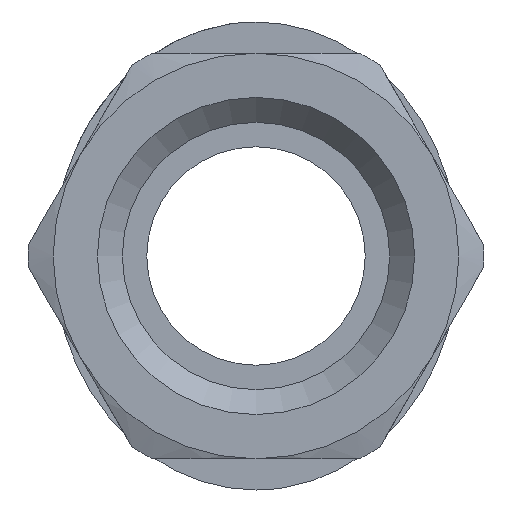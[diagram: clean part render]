
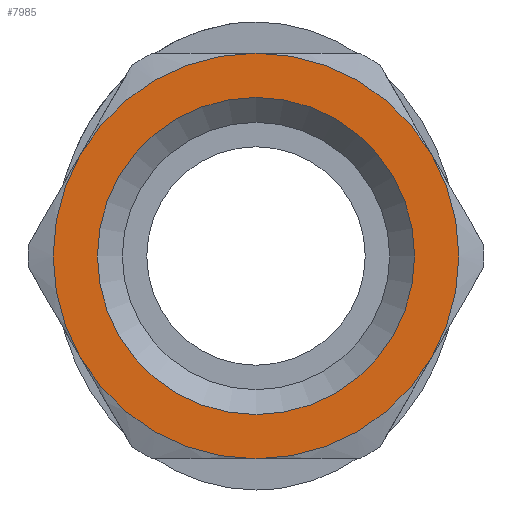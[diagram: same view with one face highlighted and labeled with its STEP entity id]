
A CAD part, front view. The second image highlights one B-rep face of the part: STEP entity #7985.
In plain terms, the highlighted planar face has unit normal (0, -1, 0).
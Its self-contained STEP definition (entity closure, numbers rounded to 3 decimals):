
#359=PLANE('',#8472);
#2514=FACE_BOUND('',#3357,.T.);
#2917=FACE_OUTER_BOUND('',#3356,.T.);
#3356=EDGE_LOOP('',(#7528,#7529,#7530,#7531,#7532,#7533));
#3357=EDGE_LOOP('',(#7534));
#3378=CIRCLE('',#8010,6.5);
#3381=CIRCLE('',#8015,5.083);
#3382=CIRCLE('',#8017,6.5);
#3415=CIRCLE('',#8467,6.5);
#3416=CIRCLE('',#8470,6.5);
#3417=CIRCLE('',#8473,6.5);
#3418=CIRCLE('',#8474,6.5);
#3431=VERTEX_POINT('',#10490);
#3432=VERTEX_POINT('',#10494);
#3435=VERTEX_POINT('',#10505);
#3436=VERTEX_POINT('',#10508);
#3437=VERTEX_POINT('',#10509);
#4172=VERTEX_POINT('',#13471);
#4173=VERTEX_POINT('',#13483);
#4187=EDGE_CURVE('',#3432,#3431,#3378,.T.);
#4191=EDGE_CURVE('',#3435,#3435,#3381,.T.);
#4192=EDGE_CURVE('',#3436,#3437,#3382,.T.);
#5293=EDGE_CURVE('',#3437,#4173,#3415,.T.);
#5299=EDGE_CURVE('',#4173,#3432,#3416,.T.);
#5301=EDGE_CURVE('',#3431,#4172,#3417,.T.);
#5302=EDGE_CURVE('',#4172,#3436,#3418,.T.);
#7528=ORIENTED_EDGE('',*,*,#4187,.T.);
#7529=ORIENTED_EDGE('',*,*,#5301,.T.);
#7530=ORIENTED_EDGE('',*,*,#5302,.T.);
#7531=ORIENTED_EDGE('',*,*,#4192,.T.);
#7532=ORIENTED_EDGE('',*,*,#5293,.T.);
#7533=ORIENTED_EDGE('',*,*,#5299,.T.);
#7534=ORIENTED_EDGE('',*,*,#4191,.F.);
#7985=ADVANCED_FACE('',(#2917,#2514),#359,.F.);
#8010=AXIS2_PLACEMENT_3D('',#10495,#8513,#8514);
#8015=AXIS2_PLACEMENT_3D('',#10506,#8523,#8524);
#8017=AXIS2_PLACEMENT_3D('',#10510,#8527,#8528);
#8467=AXIS2_PLACEMENT_3D('',#13487,#10425,#10426);
#8470=AXIS2_PLACEMENT_3D('',#13505,#10431,#10432);
#8472=AXIS2_PLACEMENT_3D('',#13510,#10435,#10436);
#8473=AXIS2_PLACEMENT_3D('',#13511,#10437,#10438);
#8474=AXIS2_PLACEMENT_3D('',#13512,#10439,#10440);
#8513=DIRECTION('center_axis',(0.,-1.,0.));
#8514=DIRECTION('ref_axis',(-1.,0.,0.));
#8523=DIRECTION('center_axis',(0.,-1.,0.));
#8524=DIRECTION('ref_axis',(1.,0.,0.));
#8527=DIRECTION('center_axis',(0.,-1.,0.));
#8528=DIRECTION('ref_axis',(-1.,0.,0.));
#10425=DIRECTION('center_axis',(0.,-1.,0.));
#10426=DIRECTION('ref_axis',(-1.,0.,0.));
#10431=DIRECTION('center_axis',(0.,-1.,0.));
#10432=DIRECTION('ref_axis',(-1.,0.,0.));
#10435=DIRECTION('center_axis',(0.,1.,0.));
#10436=DIRECTION('ref_axis',(0.,0.,1.));
#10437=DIRECTION('center_axis',(0.,-1.,0.));
#10438=DIRECTION('ref_axis',(-1.,0.,0.));
#10439=DIRECTION('center_axis',(0.,-1.,0.));
#10440=DIRECTION('ref_axis',(-1.,0.,0.));
#10490=CARTESIAN_POINT('',(5.577,-5.713,2.535));
#10494=CARTESIAN_POINT('',(5.577,-5.713,9.035));
#10495=CARTESIAN_POINT('Origin',(11.206,-5.713,5.785));
#10505=CARTESIAN_POINT('',(6.123,-5.713,5.785));
#10506=CARTESIAN_POINT('Origin',(11.206,-5.713,5.785));
#10508=CARTESIAN_POINT('',(16.836,-5.713,2.535));
#10509=CARTESIAN_POINT('',(16.836,-5.713,9.035));
#10510=CARTESIAN_POINT('Origin',(11.206,-5.713,5.785));
#13471=CARTESIAN_POINT('',(11.206,-5.713,-0.715));
#13483=CARTESIAN_POINT('',(11.206,-5.713,12.285));
#13487=CARTESIAN_POINT('Origin',(11.206,-5.713,5.785));
#13505=CARTESIAN_POINT('Origin',(11.206,-5.713,5.785));
#13510=CARTESIAN_POINT('Origin',(11.206,-5.713,5.785));
#13511=CARTESIAN_POINT('Origin',(11.206,-5.713,5.785));
#13512=CARTESIAN_POINT('Origin',(11.206,-5.713,5.785));
